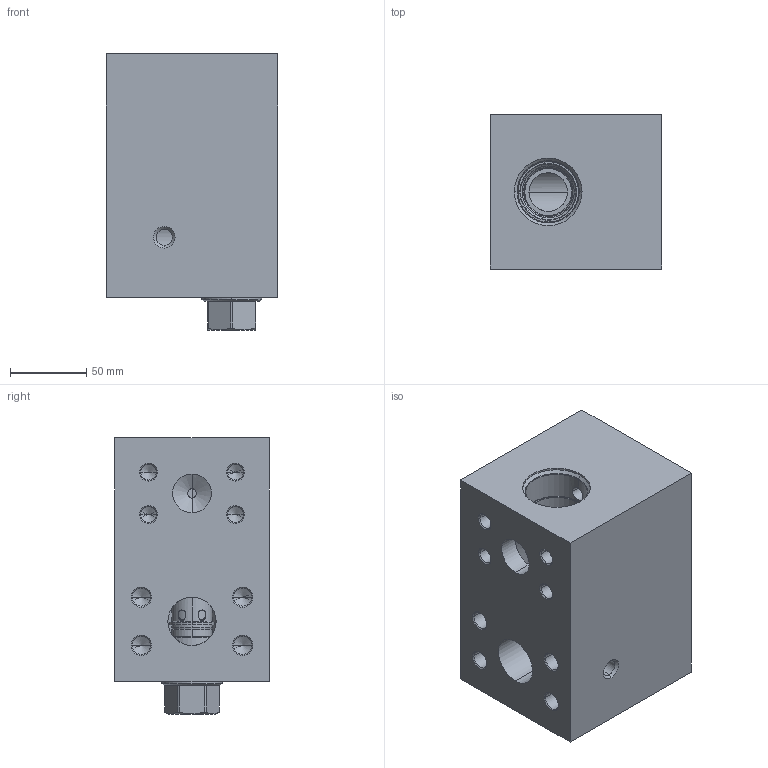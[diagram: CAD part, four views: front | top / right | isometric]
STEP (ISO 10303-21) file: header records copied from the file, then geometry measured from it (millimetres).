
FILE_DESCRIPTION((''),'2;1');
FILE_NAME('P45_ASM','2021-02-08T',('ProEService'),(''),'PRO/ENGINEER BY PARAMETRIC TECHNOLOGY CORPORATION, 2014200','PRO/ENGINEER BY PARAMETRIC TECHNOLOGY CORPORATION, 2014200','');
FILE_SCHEMA(('CONFIG_CONTROL_DESIGN'));
Length unit declared in the file: inch
Products named in the file (3): 151-921-001; CXGDXCN; P45_ASM
Assembly tree (2 placements, depth 2):
  P45_ASM
    151-921-001
    CXGDXCN
Bounding box: 112.73 x 101.6 x 181.76 mm (x, y, z)
Volume: 1574975.2 mm3; surface area: 155794.9 mm2
Topology: 3 solids, 3 shells, 343 faces, 1128 edges, 924 vertices
Faces by surface type: cylinder 150, cone 116, plane 43, torus 28, revolution 6
Entity records: 13555 total; most frequent: CARTESIAN_POINT 3919, DIRECTION 2113, ORIENTED_EDGE 1590, EDGE_CURVE 795, AXIS2_PLACEMENT_3D 756, VECTOR 595, LINE 595, VERTEX_POINT 487
